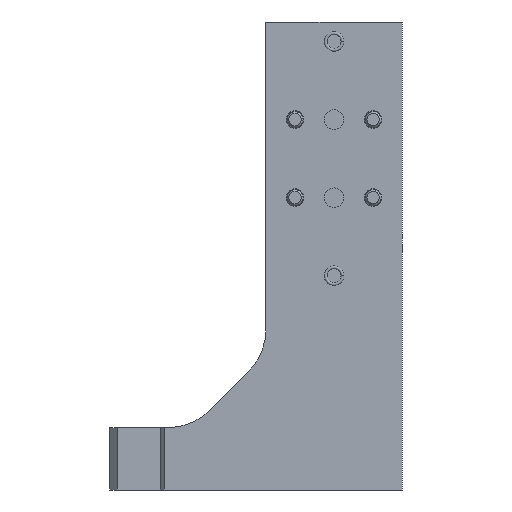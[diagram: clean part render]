
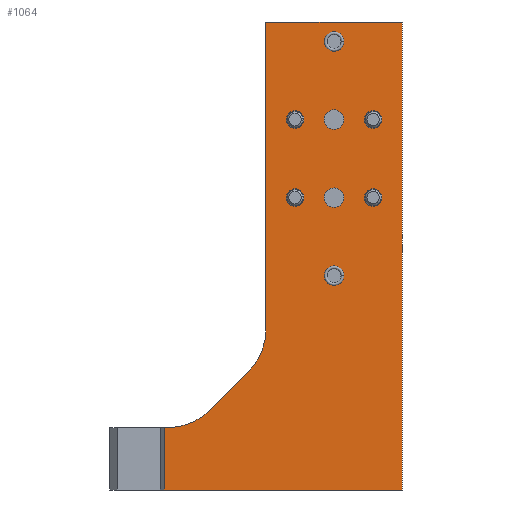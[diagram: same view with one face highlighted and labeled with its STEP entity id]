
A CAD part, front view. The second image highlights one B-rep face of the part: STEP entity #1064.
In plain terms, the highlighted face is planar.
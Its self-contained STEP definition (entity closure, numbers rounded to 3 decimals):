
#135=LINE('',#1645,#186);
#136=LINE('',#1648,#187);
#137=LINE('',#1652,#188);
#138=LINE('',#1656,#189);
#139=LINE('',#1658,#190);
#140=LINE('',#1660,#191);
#141=LINE('',#1662,#192);
#186=VECTOR('',#1328,1000.);
#187=VECTOR('',#1329,1000.);
#188=VECTOR('',#1332,1000.);
#189=VECTOR('',#1335,1000.);
#190=VECTOR('',#1336,1000.);
#191=VECTOR('',#1337,1000.);
#192=VECTOR('',#1338,1000.);
#237=ORIENTED_EDGE('',*,*,#511,.T.);
#238=ORIENTED_EDGE('',*,*,#512,.T.);
#239=ORIENTED_EDGE('',*,*,#513,.T.);
#240=ORIENTED_EDGE('',*,*,#514,.T.);
#241=ORIENTED_EDGE('',*,*,#515,.T.);
#242=ORIENTED_EDGE('',*,*,#516,.T.);
#243=ORIENTED_EDGE('',*,*,#517,.T.);
#244=ORIENTED_EDGE('',*,*,#518,.T.);
#245=ORIENTED_EDGE('',*,*,#519,.F.);
#246=ORIENTED_EDGE('',*,*,#520,.T.);
#247=ORIENTED_EDGE('',*,*,#521,.T.);
#248=ORIENTED_EDGE('',*,*,#522,.T.);
#249=ORIENTED_EDGE('',*,*,#523,.T.);
#250=ORIENTED_EDGE('',*,*,#524,.T.);
#251=ORIENTED_EDGE('',*,*,#525,.F.);
#252=ORIENTED_EDGE('',*,*,#526,.T.);
#253=ORIENTED_EDGE('',*,*,#527,.T.);
#511=EDGE_CURVE('',#648,#648,#751,.T.);
#512=EDGE_CURVE('',#649,#649,#752,.T.);
#513=EDGE_CURVE('',#650,#650,#753,.T.);
#514=EDGE_CURVE('',#651,#651,#754,.T.);
#515=EDGE_CURVE('',#652,#652,#755,.T.);
#516=EDGE_CURVE('',#653,#653,#756,.T.);
#517=EDGE_CURVE('',#654,#654,#757,.T.);
#518=EDGE_CURVE('',#655,#655,#758,.T.);
#519=EDGE_CURVE('',#656,#657,#135,.T.);
#520=EDGE_CURVE('',#656,#658,#136,.T.);
#521=EDGE_CURVE('',#658,#659,#759,.F.);
#522=EDGE_CURVE('',#659,#660,#137,.T.);
#523=EDGE_CURVE('',#660,#661,#760,.F.);
#524=EDGE_CURVE('',#661,#662,#138,.T.);
#525=EDGE_CURVE('',#663,#662,#139,.T.);
#526=EDGE_CURVE('',#663,#664,#140,.T.);
#527=EDGE_CURVE('',#664,#657,#141,.T.);
#648=VERTEX_POINT('',#1630);
#649=VERTEX_POINT('',#1632);
#650=VERTEX_POINT('',#1634);
#651=VERTEX_POINT('',#1636);
#652=VERTEX_POINT('',#1638);
#653=VERTEX_POINT('',#1640);
#654=VERTEX_POINT('',#1642);
#655=VERTEX_POINT('',#1644);
#656=VERTEX_POINT('',#1646);
#657=VERTEX_POINT('',#1647);
#658=VERTEX_POINT('',#1649);
#659=VERTEX_POINT('',#1651);
#660=VERTEX_POINT('',#1653);
#661=VERTEX_POINT('',#1655);
#662=VERTEX_POINT('',#1657);
#663=VERTEX_POINT('',#1659);
#664=VERTEX_POINT('',#1661);
#751=CIRCLE('',#1176,2.5);
#752=CIRCLE('',#1177,2.5);
#753=CIRCLE('',#1178,2.5);
#754=CIRCLE('',#1179,2.5);
#755=CIRCLE('',#1180,2.25);
#756=CIRCLE('',#1181,2.25);
#757=CIRCLE('',#1182,2.25);
#758=CIRCLE('',#1183,2.25);
#759=CIRCLE('',#1184,15.);
#760=CIRCLE('',#1185,15.);
#803=EDGE_LOOP('',(#237));
#804=EDGE_LOOP('',(#238));
#805=EDGE_LOOP('',(#239));
#806=EDGE_LOOP('',(#240));
#807=EDGE_LOOP('',(#241));
#808=EDGE_LOOP('',(#242));
#809=EDGE_LOOP('',(#243));
#810=EDGE_LOOP('',(#244));
#811=EDGE_LOOP('',(#245,#246,#247,#248,#249,#250,#251,#252,#253));
#920=FACE_BOUND('',#803,.T.);
#921=FACE_BOUND('',#804,.T.);
#922=FACE_BOUND('',#805,.T.);
#923=FACE_BOUND('',#806,.T.);
#924=FACE_BOUND('',#807,.T.);
#925=FACE_BOUND('',#808,.T.);
#926=FACE_BOUND('',#809,.T.);
#927=FACE_BOUND('',#810,.T.);
#928=FACE_BOUND('',#811,.T.);
#1038=PLANE('',#1175);
#1064=ADVANCED_FACE('',(#920,#921,#922,#923,#924,#925,#926,#927,#928),#1038,
 .T.);
#1175=AXIS2_PLACEMENT_3D('',#1628,#1310,#1311);
#1176=AXIS2_PLACEMENT_3D('',#1629,#1312,#1313);
#1177=AXIS2_PLACEMENT_3D('',#1631,#1314,#1315);
#1178=AXIS2_PLACEMENT_3D('',#1633,#1316,#1317);
#1179=AXIS2_PLACEMENT_3D('',#1635,#1318,#1319);
#1180=AXIS2_PLACEMENT_3D('',#1637,#1320,#1321);
#1181=AXIS2_PLACEMENT_3D('',#1639,#1322,#1323);
#1182=AXIS2_PLACEMENT_3D('',#1641,#1324,#1325);
#1183=AXIS2_PLACEMENT_3D('',#1643,#1326,#1327);
#1184=AXIS2_PLACEMENT_3D('',#1650,#1330,#1331);
#1185=AXIS2_PLACEMENT_3D('',#1654,#1333,#1334);
#1310=DIRECTION('',(0.,1.,0.));
#1311=DIRECTION('',(0.,0.,1.));
#1312=DIRECTION('',(0.,-1.,0.));
#1313=DIRECTION('',(0.,0.,-1.));
#1314=DIRECTION('',(0.,-1.,0.));
#1315=DIRECTION('',(0.,0.,-1.));
#1316=DIRECTION('',(0.,-1.,0.));
#1317=DIRECTION('',(0.,0.,-1.));
#1318=DIRECTION('',(0.,-1.,0.));
#1319=DIRECTION('',(0.,0.,-1.));
#1320=DIRECTION('',(0.,-1.,0.));
#1321=DIRECTION('',(0.,0.,-1.));
#1322=DIRECTION('',(0.,-1.,0.));
#1323=DIRECTION('',(0.,0.,-1.));
#1324=DIRECTION('',(0.,-1.,0.));
#1325=DIRECTION('',(0.,0.,-1.));
#1326=DIRECTION('',(0.,-1.,0.));
#1327=DIRECTION('',(0.,0.,-1.));
#1328=DIRECTION('',(-1.,0.,0.));
#1329=DIRECTION('',(0.,0.,-1.));
#1330=DIRECTION('',(0.,1.,0.));
#1331=DIRECTION('',(0.,0.,1.));
#1332=DIRECTION('',(0.707,0.,-0.707));
#1333=DIRECTION('',(0.,1.,0.));
#1334=DIRECTION('',(0.,0.,1.));
#1335=DIRECTION('',(1.,0.,0.));
#1336=DIRECTION('',(0.,0.,1.));
#1337=DIRECTION('',(-1.,0.,0.));
#1338=DIRECTION('',(0.,0.,1.));
#1628=CARTESIAN_POINT('',(43.5,6.,-119.9));
#1629=CARTESIAN_POINT('',(0.,6.,-65.));
#1630=CARTESIAN_POINT('',(0.,6.,-67.5));
#1631=CARTESIAN_POINT('',(0.,6.,-45.));
#1632=CARTESIAN_POINT('',(0.,6.,-47.5));
#1633=CARTESIAN_POINT('',(0.,6.,-25.));
#1634=CARTESIAN_POINT('',(0.,6.,-27.5));
#1635=CARTESIAN_POINT('',(0.,6.,-5.));
#1636=CARTESIAN_POINT('',(0.,6.,-7.5));
#1637=CARTESIAN_POINT('',(-10.,6.,-45.));
#1638=CARTESIAN_POINT('',(-10.,6.,-47.25));
#1639=CARTESIAN_POINT('',(-10.,6.,-25.));
#1640=CARTESIAN_POINT('',(-10.,6.,-27.25));
#1641=CARTESIAN_POINT('',(10.,6.,-45.));
#1642=CARTESIAN_POINT('',(10.,6.,-47.25));
#1643=CARTESIAN_POINT('',(10.,6.,-25.));
#1644=CARTESIAN_POINT('',(10.,6.,-27.25));
#1645=CARTESIAN_POINT('',(43.5,6.,0.));
#1646=CARTESIAN_POINT('',(17.5,6.,0.));
#1647=CARTESIAN_POINT('',(-17.5,6.,0.));
#1648=CARTESIAN_POINT('',(17.5,6.,-119.9));
#1649=CARTESIAN_POINT('',(17.5,6.,-78.9));
#1650=CARTESIAN_POINT('',(32.5,6.,-78.9));
#1651=CARTESIAN_POINT('',(21.893,6.,-89.507));
#1652=CARTESIAN_POINT('',(47.893,6.,-115.507));
#1653=CARTESIAN_POINT('',(31.893,6.,-99.507));
#1654=CARTESIAN_POINT('',(42.5,6.,-88.9));
#1655=CARTESIAN_POINT('',(42.5,6.,-103.9));
#1656=CARTESIAN_POINT('',(43.5,6.,-103.9));
#1657=CARTESIAN_POINT('',(43.5,6.,-103.9));
#1658=CARTESIAN_POINT('',(43.5,6.,-119.9));
#1659=CARTESIAN_POINT('',(43.5,6.,-119.9));
#1660=CARTESIAN_POINT('',(43.5,6.,-119.9));
#1661=CARTESIAN_POINT('',(-17.5,6.,-119.9));
#1662=CARTESIAN_POINT('',(-17.5,6.,-119.9));
